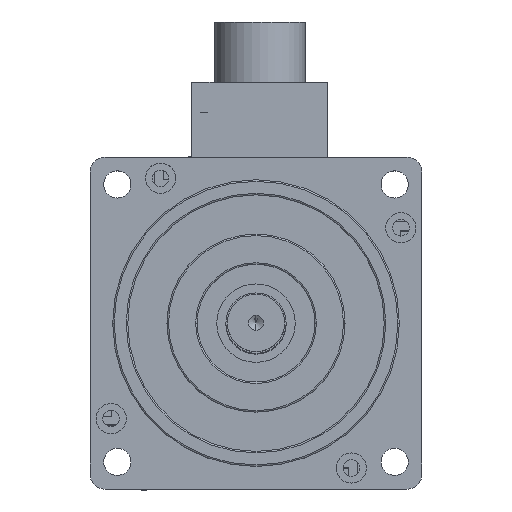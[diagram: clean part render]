
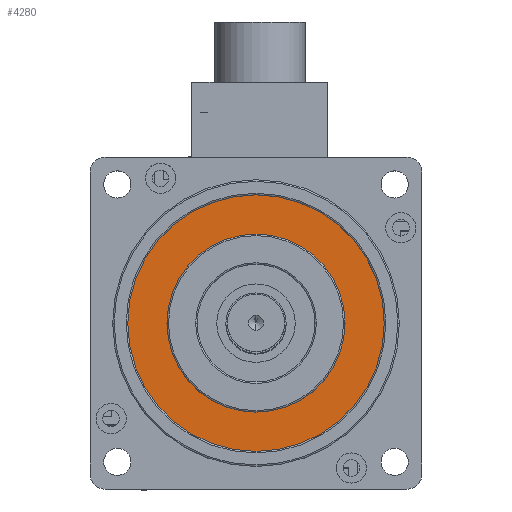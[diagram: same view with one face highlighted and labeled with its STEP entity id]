
A CAD part, top view. The second image highlights one B-rep face of the part: STEP entity #4280.
In plain terms, the highlighted planar face has unit normal (0, 0, 1).
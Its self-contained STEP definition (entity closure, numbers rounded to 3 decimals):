
#60 = CARTESIAN_POINT ( 'NONE',  ( 97.5, 55., 0. ) ) ;
#264 = DIRECTION ( 'NONE',  ( 0., 0., 1. ) ) ;
#320 = AXIS2_PLACEMENT_3D ( 'NONE', #6092, #264, #9723 ) ;
#1515 = PLANE ( 'NONE',  #3070 ) ;
#1914 = FACE_OUTER_BOUND ( 'NONE', #6835, .T. ) ;
#2012 = CARTESIAN_POINT ( 'NONE',  ( 55., 55., 0. ) ) ;
#2131 = DIRECTION ( 'NONE',  ( -1., 0., 0. ) ) ;
#3036 = VERTEX_POINT ( 'NONE', #7286 ) ;
#3070 = AXIS2_PLACEMENT_3D ( 'NONE', #5073, #6275, #6376 ) ;
#3292 = EDGE_CURVE ( 'NONE', #10136, #3036, #4909, .T. ) ;
#3324 = DIRECTION ( 'NONE',  ( 0., 0., 1. ) ) ;
#3472 = CARTESIAN_POINT ( 'NONE',  ( 55., 55., 0. ) ) ;
#3590 = ORIENTED_EDGE ( 'NONE', *, *, #5406, .F. ) ;
#4280 = ADVANCED_FACE ( 'NONE', ( #1914, #14411 ), #1515, .F. ) ;
#4448 = AXIS2_PLACEMENT_3D ( 'NONE', #3472, #8106, #2131 ) ;
#4909 = CIRCLE ( 'NONE', #4448, 29.5 ) ;
#5073 = CARTESIAN_POINT ( 'NONE',  ( 5., 105., 0. ) ) ;
#5075 = ORIENTED_EDGE ( 'NONE', *, *, #8168, .T. ) ;
#5406 = EDGE_CURVE ( 'NONE', #3036, #10136, #10680, .T. ) ;
#5590 = DIRECTION ( 'NONE',  ( 0., 0., 1. ) ) ;
#6092 = CARTESIAN_POINT ( 'NONE',  ( 55., 55., 0. ) ) ;
#6275 = DIRECTION ( 'NONE',  ( 0., 0., -1. ) ) ;
#6376 = DIRECTION ( 'NONE',  ( -1., 0., 0. ) ) ;
#6835 = EDGE_LOOP ( 'NONE', ( #12006, #5075 ) ) ;
#7286 = CARTESIAN_POINT ( 'NONE',  ( 84.5, 55., 0. ) ) ;
#7713 = AXIS2_PLACEMENT_3D ( 'NONE', #2012, #5590, #14972 ) ;
#8047 = VERTEX_POINT ( 'NONE', #60 ) ;
#8106 = DIRECTION ( 'NONE',  ( 0., 0., 1. ) ) ;
#8109 = CARTESIAN_POINT ( 'NONE',  ( 55., 55., 0. ) ) ;
#8168 = EDGE_CURVE ( 'NONE', #8047, #14091, #8744, .T. ) ;
#8744 = CIRCLE ( 'NONE', #320, 42.5 ) ;
#9065 = EDGE_CURVE ( 'NONE', #14091, #8047, #11094, .T. ) ;
#9237 = CARTESIAN_POINT ( 'NONE',  ( 25.5, 55., 0. ) ) ;
#9466 = CARTESIAN_POINT ( 'NONE',  ( 12.5, 55., 0. ) ) ;
#9723 = DIRECTION ( 'NONE',  ( 1., 0., 0. ) ) ;
#9876 = ORIENTED_EDGE ( 'NONE', *, *, #3292, .F. ) ;
#10136 = VERTEX_POINT ( 'NONE', #9237 ) ;
#10328 = DIRECTION ( 'NONE',  ( -1., 0., 0. ) ) ;
#10338 = EDGE_LOOP ( 'NONE', ( #9876, #3590 ) ) ;
#10680 = CIRCLE ( 'NONE', #15006, 29.5 ) ;
#11094 = CIRCLE ( 'NONE', #7713, 42.5 ) ;
#12006 = ORIENTED_EDGE ( 'NONE', *, *, #9065, .T. ) ;
#14091 = VERTEX_POINT ( 'NONE', #9466 ) ;
#14411 = FACE_BOUND ( 'NONE', #10338, .T. ) ;
#14972 = DIRECTION ( 'NONE',  ( 1., 0., 0. ) ) ;
#15006 = AXIS2_PLACEMENT_3D ( 'NONE', #8109, #3324, #10328 ) ;
